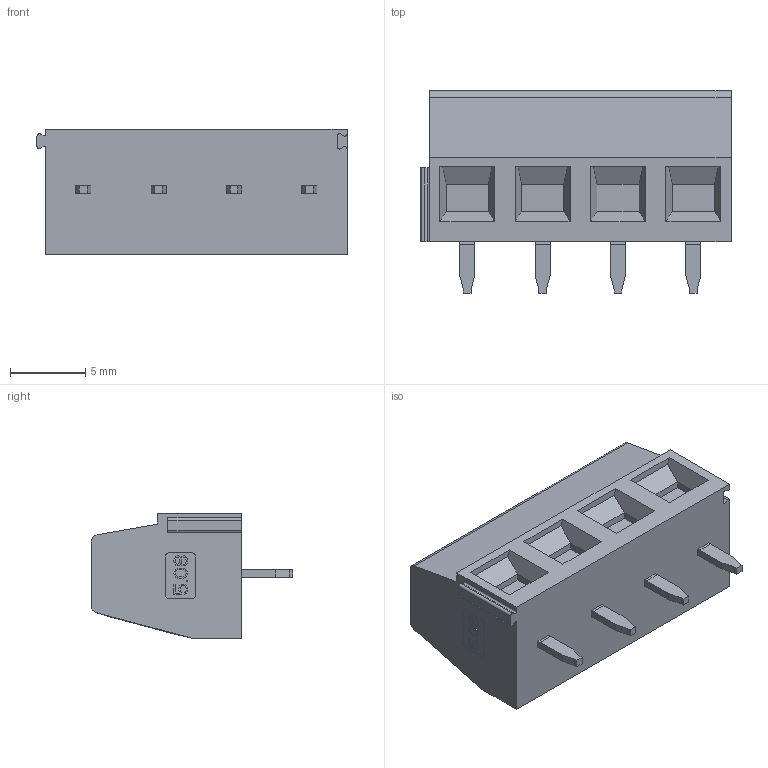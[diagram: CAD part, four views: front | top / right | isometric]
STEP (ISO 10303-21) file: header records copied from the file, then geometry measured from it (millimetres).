
FILE_DESCRIPTION((''),'2;1');
FILE_NAME('31094104_SW0001','2023-06-26T09:34:01',('antonh'),(''),'CREO PARAMETRIC BY PTC INC, 2022014','CREO PARAMETRIC BY PTC INC, 2022014','');
FILE_SCHEMA(('CONFIG_CONTROL_DESIGN'));
Length unit declared in the file: millimetre
Products named in the file (1): 31094104_SW0001
Bounding box: 20.57 x 13.4 x 8.33 mm (x, y, z)
Volume: 1283.3 mm3; surface area: 1327.2 mm2
Topology: 1 solids, 1 shells, 1341 faces, 3804 edges, 2506 vertices
Faces by surface type: plane 915, extrusion 180, cylinder 173, torus 43, cone 24, sphere 6
Entity records: 49399 total; most frequent: CARTESIAN_POINT 15319, ORIENTED_EDGE 7608, DIRECTION 6084, EDGE_CURVE 3804, VECTOR 2960, LINE 2780, VERTEX_POINT 2506, AXIS2_PLACEMENT_3D 1562
